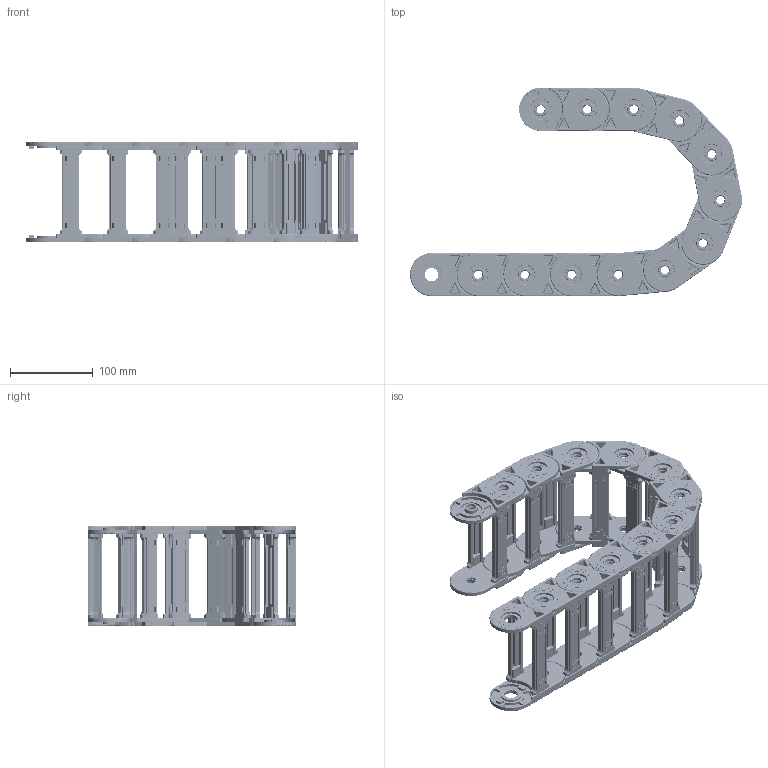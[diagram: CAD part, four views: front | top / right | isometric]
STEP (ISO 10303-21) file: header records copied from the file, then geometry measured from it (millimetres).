
FILE_DESCRIPTION (( 'STEP AP214' ), '1' );
FILE_NAME ('CK35-A100-R100.STEP', '2019-09-10T05:27:25', ( '' ), ( '' ), 'SwSTEP 2.0', 'SolidWorks 2017', '' );
FILE_SCHEMA (( 'AUTOMOTIVE_DESIGN' ));
Length unit declared in the file: millimetre
Products named in the file (2): CK35-A100-R100; CK35-A100
Assembly tree (12 placements, depth 2):
  CK35-A100-R100
    CK35-A100  x12
Bounding box: 401.55 x 252.02 x 121.91 mm (x, y, z)
Volume: 747755.6 mm3; surface area: 602061.4 mm2
Topology: 48 solids, 48 shells, 12624 faces, 31248 edges, 19008 vertices
Faces by surface type: cylinder 4656, plane 4128, torus 1776, bspline 1344, cone 384, sphere 336
Entity records: 47699 total; most frequent: CARTESIAN_POINT 23581, ORIENTED_EDGE 5136, DIRECTION 4840, EDGE_CURVE 2568, AXIS2_PLACEMENT_3D 1789, VERTEX_POINT 1584, VECTOR 1262, LINE 1262
